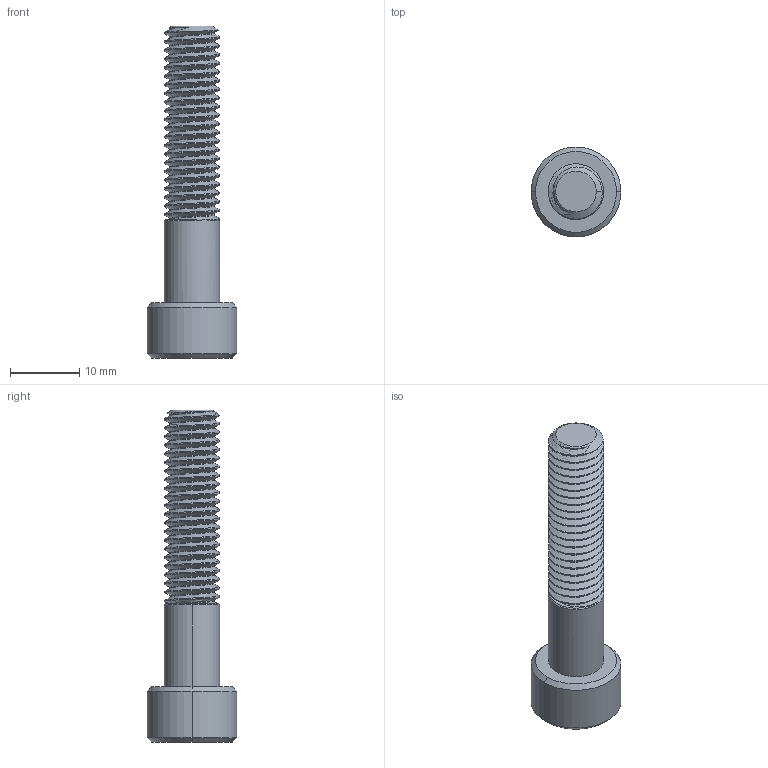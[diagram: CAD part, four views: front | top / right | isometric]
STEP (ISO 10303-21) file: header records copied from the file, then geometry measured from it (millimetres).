
FILE_DESCRIPTION (( 'STEP AP203' ), '1' );
FILE_NAME ('91292A152.step', '2014-03-06T13:55:04', ( '' ), ( '' ), 'SwSTEP 2.0', 'SolidWorks 2013', '' );
FILE_SCHEMA (( 'CONFIG_CONTROL_DESIGN' ));
Length unit declared in the file: millimetre
Products named in the file (1): 91292A152
Bounding box: 13 x 13 x 48 mm (x, y, z)
Volume: 2646.1 mm3; surface area: 2041.6 mm2
Topology: 1 solids, 1 shells, 123 faces, 339 edges, 220 vertices
Faces by surface type: cylinder 94, cone 16, plane 11, bspline 2
Entity records: 6624 total; most frequent: CARTESIAN_POINT 3980, ORIENTED_EDGE 678, DIRECTION 412, EDGE_CURVE 339, VERTEX_POINT 220, AXIS2_PLACEMENT_3D 149, EDGE_LOOP 125, ADVANCED_FACE 123
